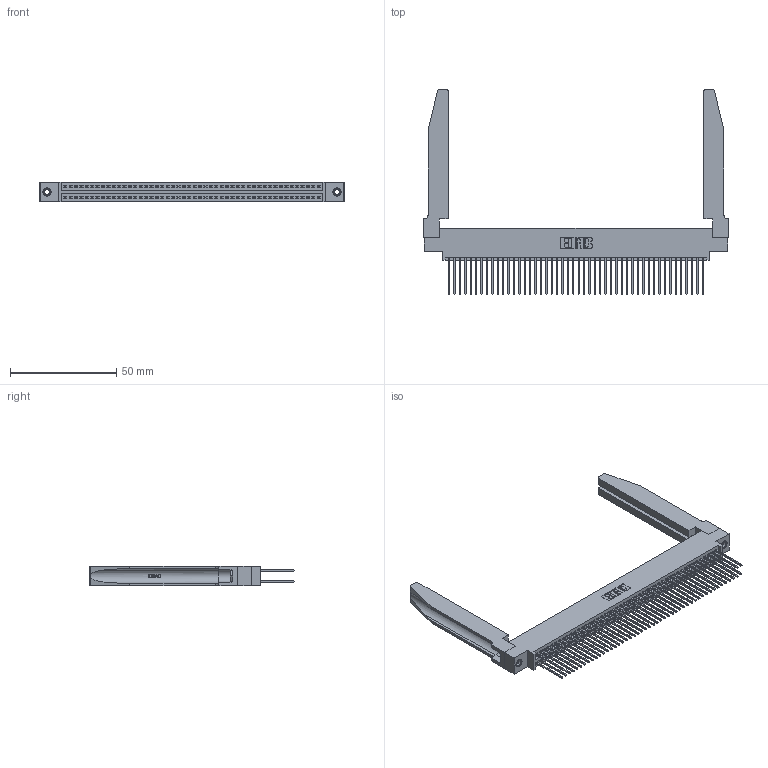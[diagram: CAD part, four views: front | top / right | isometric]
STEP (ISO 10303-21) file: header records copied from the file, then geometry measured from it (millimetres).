
FILE_DESCRIPTION (( 'STEP AP203' ), '1' );
FILE_NAME ('395-096-542-878.STEP', '2019-10-26T01:07:43', ( '' ), ( '' ), 'SwSTEP 2.0', 'SolidWorks 2016', '' );
FILE_SCHEMA (( 'CONFIG_CONTROL_DESIGN' ));
Length unit declared in the file: inch
Products named in the file (5): 345 Part_0.170 Offset - 0.156 Dia-TH; 345-292-001_345-293-142; 345-250-001_345-250-001-102; 345-220-078_345-220-078; 395-096-542-878
Assembly tree (101 placements, depth 2):
  395-096-542-878
    345 Part_0.170 Offset - 0.156 Dia-TH
    345-292-001_345-293-142  x96
    345-250-001_345-250-001-102  x2
    345-220-078_345-220-078  x2
Bounding box: 143.15 x 96.57 x 9.4 mm (x, y, z)
Volume: 22066.4 mm3; surface area: 30321.3 mm2
Topology: 101 solids, 101 shells, 5164 faces, 15265 edges, 10038 vertices
Faces by surface type: plane 3394, cylinder 1718, bspline 36, cone 12, torus 4
Entity records: 41744 total; most frequent: CARTESIAN_POINT 7911, ORIENTED_EDGE 6742, DIRECTION 5961, EDGE_CURVE 3371, LINE 2953, VECTOR 2953, VERTEX_POINT 2240, AXIS2_PLACEMENT_3D 1504
